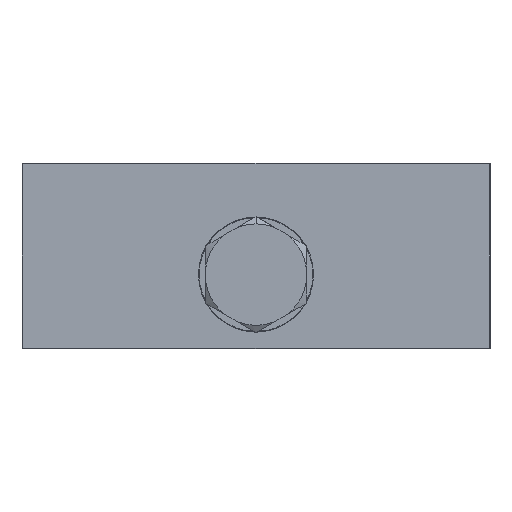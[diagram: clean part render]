
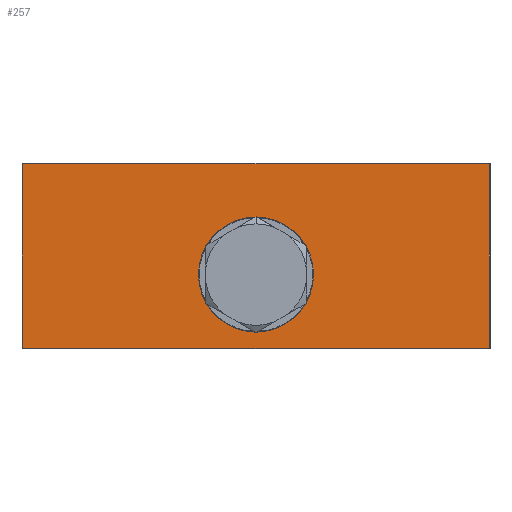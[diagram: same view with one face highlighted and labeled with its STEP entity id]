
A CAD part, front view. The second image highlights one B-rep face of the part: STEP entity #257.
In plain terms, the highlighted planar face has unit normal (0, -1, 0).
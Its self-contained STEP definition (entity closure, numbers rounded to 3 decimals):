
#25 = ORIENTED_EDGE ( 'NONE', *, *, #2724, .T. ) ;
#56 = DIRECTION ( 'NONE',  ( -1., 0., 0. ) ) ;
#116 = DIRECTION ( 'NONE',  ( 0., 0., 1. ) ) ;
#126 = VERTEX_POINT ( 'NONE', #2550 ) ;
#206 = ORIENTED_EDGE ( 'NONE', *, *, #2580, .T. ) ;
#229 = DIRECTION ( 'NONE',  ( 0., 1., 0. ) ) ;
#257 = ADVANCED_FACE ( 'NONE', ( #1819, #1891 ), #1325, .F. ) ;
#447 = VERTEX_POINT ( 'NONE', #2330 ) ;
#464 = EDGE_CURVE ( 'NONE', #126, #2071, #2515, .T. ) ;
#487 = LINE ( 'NONE', #2333, #2216 ) ;
#686 = DIRECTION ( 'NONE',  ( 0., 0., 1. ) ) ;
#703 = DIRECTION ( 'NONE',  ( 1., 0., 0. ) ) ;
#755 = CARTESIAN_POINT ( 'NONE',  ( 0., 0., 10. ) ) ;
#814 = EDGE_CURVE ( 'NONE', #1182, #447, #1354, .T. ) ;
#969 = DIRECTION ( 'NONE',  ( 0., 1., 0. ) ) ;
#992 = CARTESIAN_POINT ( 'NONE',  ( -31.4, 0., 0.1 ) ) ;
#1145 = VERTEX_POINT ( 'NONE', #1360 ) ;
#1148 = EDGE_LOOP ( 'NONE', ( #1254, #206 ) ) ;
#1182 = VERTEX_POINT ( 'NONE', #1373 ) ;
#1218 = CARTESIAN_POINT ( 'NONE',  ( 0., 0., 10. ) ) ;
#1222 = EDGE_CURVE ( 'NONE', #1902, #1145, #1313, .T. ) ;
#1254 = ORIENTED_EDGE ( 'NONE', *, *, #464, .T. ) ;
#1313 = LINE ( 'NONE', #2748, #1552 ) ;
#1325 = PLANE ( 'NONE',  #2789 ) ;
#1354 = LINE ( 'NONE', #2075, #1823 ) ;
#1360 = CARTESIAN_POINT ( 'NONE',  ( 31.4, 0., 0.1 ) ) ;
#1373 = CARTESIAN_POINT ( 'NONE',  ( 31.4, 0., 24.9 ) ) ;
#1398 = DIRECTION ( 'NONE',  ( 0., 0., -1. ) ) ;
#1443 = DIRECTION ( 'NONE',  ( 0., 1., 0. ) ) ;
#1548 = AXIS2_PLACEMENT_3D ( 'NONE', #755, #969, #2479 ) ;
#1552 = VECTOR ( 'NONE', #703, 1000. ) ;
#1553 = ORIENTED_EDGE ( 'NONE', *, *, #1222, .T. ) ;
#1613 = VECTOR ( 'NONE', #2556, 1000. ) ;
#1703 = CARTESIAN_POINT ( 'NONE',  ( 0., 0., 2.25 ) ) ;
#1752 = EDGE_CURVE ( 'NONE', #447, #1902, #487, .T. ) ;
#1819 = FACE_OUTER_BOUND ( 'NONE', #2085, .T. ) ;
#1823 = VECTOR ( 'NONE', #56, 1000. ) ;
#1833 = CIRCLE ( 'NONE', #2135, 7.75 ) ;
#1891 = FACE_BOUND ( 'NONE', #1148, .T. ) ;
#1902 = VERTEX_POINT ( 'NONE', #992 ) ;
#1955 = ORIENTED_EDGE ( 'NONE', *, *, #814, .T. ) ;
#2071 = VERTEX_POINT ( 'NONE', #1703 ) ;
#2075 = CARTESIAN_POINT ( 'NONE',  ( -31.5, 0., 24.9 ) ) ;
#2085 = EDGE_LOOP ( 'NONE', ( #1955, #2517, #1553, #25 ) ) ;
#2122 = LINE ( 'NONE', #2740, #1613 ) ;
#2135 = AXIS2_PLACEMENT_3D ( 'NONE', #1218, #1443, #116 ) ;
#2216 = VECTOR ( 'NONE', #1398, 1000. ) ;
#2330 = CARTESIAN_POINT ( 'NONE',  ( -31.4, 0., 24.9 ) ) ;
#2333 = CARTESIAN_POINT ( 'NONE',  ( -31.4, 0., 25. ) ) ;
#2479 = DIRECTION ( 'NONE',  ( 0., 0., 1. ) ) ;
#2515 = CIRCLE ( 'NONE', #1548, 7.75 ) ;
#2517 = ORIENTED_EDGE ( 'NONE', *, *, #1752, .T. ) ;
#2550 = CARTESIAN_POINT ( 'NONE',  ( 0., 0., 17.75 ) ) ;
#2556 = DIRECTION ( 'NONE',  ( 0., 0., 1. ) ) ;
#2580 = EDGE_CURVE ( 'NONE', #2071, #126, #1833, .T. ) ;
#2724 = EDGE_CURVE ( 'NONE', #1145, #1182, #2122, .T. ) ;
#2740 = CARTESIAN_POINT ( 'NONE',  ( 31.4, 0., 25. ) ) ;
#2748 = CARTESIAN_POINT ( 'NONE',  ( 31.5, 0., 0.1 ) ) ;
#2789 = AXIS2_PLACEMENT_3D ( 'NONE', #2944, #229, #686 ) ;
#2944 = CARTESIAN_POINT ( 'NONE',  ( -31.5, 0., 25. ) ) ;
